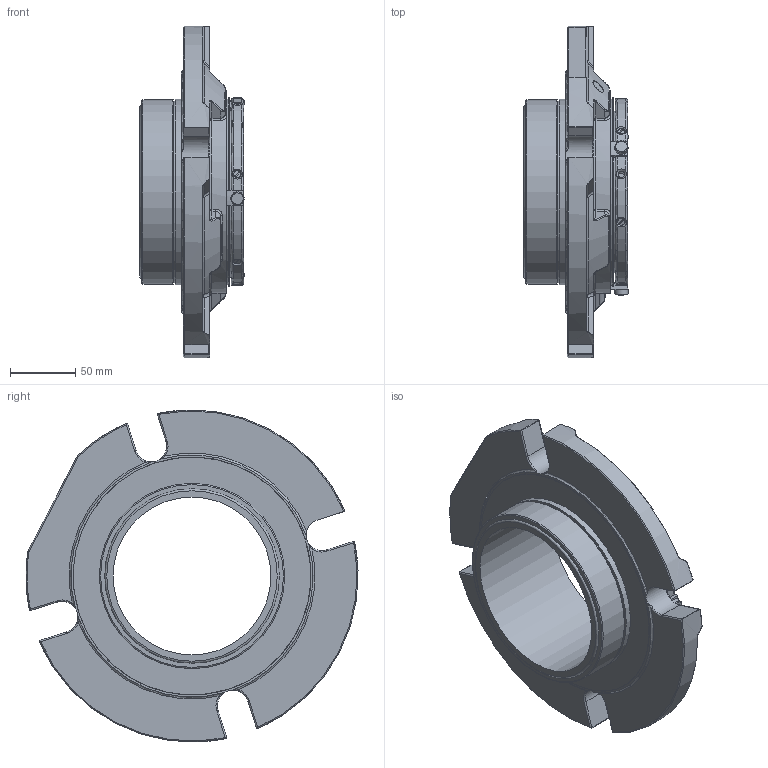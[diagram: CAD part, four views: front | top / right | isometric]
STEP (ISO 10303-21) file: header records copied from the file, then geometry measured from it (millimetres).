
FILE_DESCRIPTION(/* description */ ('Unknown'),/* implementation_level */ '2;1');
FILE_NAME(/* name */ '4.750',/* time_stamp */ '2023-04-04T15:33:49+01:00',/* author */ ('Unknown'),/* organization */ ('Unknown'),/* preprocessor_version */ 'ST-DEVELOPER v18.102',/* originating_system */ 'Solid Edge',/* authorisation */ 'Unknown');
FILE_SCHEMA (('AUTOMOTIVE_DESIGN {1 0 10303 214 3 1 1}'));
Length unit declared in the file: millimetre
Products named in the file (1): 4.750
Bounding box: 79.49 x 253.65 x 253.63 mm (x, y, z)
Volume: 975776 mm3; surface area: 156936 mm2
Topology: 1 solids, 1 shells, 678 faces, 1821 edges, 1149 vertices
Faces by surface type: plane 235, cylinder 180, bspline 98, torus 83, cone 43, sphere 39
Full cylindrical faces by diameter (mm): 3.761 x1, 5 x2, 6 x3, 10 x3, 11.252 x1, 120.65 x1, 123.8 x1, 133.325 x1, 138.405 x1, 141.275 x1, 141.605 x1, 142.824 x1, 144.348 x1, 181.737 x1
Entity records: 29021 total; most frequent: CARTESIAN_POINT 8715, ORIENTED_EDGE 3458, DIRECTION 2931, EDGE_CURVE 1729, AXIS2_PLACEMENT_3D 1178, VERTEX_POINT 1107, EDGE_LOOP 770, FACE_BOUND 770
